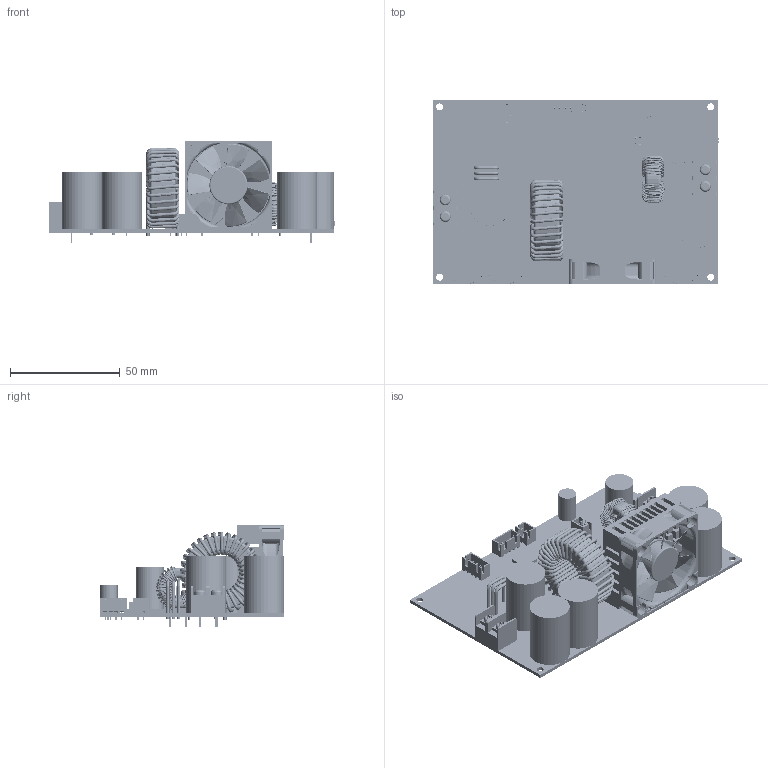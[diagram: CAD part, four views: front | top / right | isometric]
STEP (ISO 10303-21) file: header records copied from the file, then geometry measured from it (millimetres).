
FILE_DESCRIPTION(('FreeCAD Model'),'2;1');
FILE_NAME('Open CASCADE Shape Model','2025-04-28T06:35:09',('FreeCAD'),( 'FreeCAD'),'Open CASCADE STEP processor 7.6','FreeCAD','Unknown');
FILE_SCHEMA(('AUTOMOTIVE_DESIGN { 1 0 10303 214 1 1 1 1 }'));
Products named in the file (1): Open CASCADE STEP translator 7.6 1
Bounding box: 130.7 x 84 x 46.33 mm (x, y, z)
Volume: 83757 mm3; surface area: 74010.1 mm2
Topology: 50 solids, 50 shells, 2626 faces, 6215 edges, 3707 vertices
Faces by surface type: bspline 1169, plane 1068, cylinder 335, torus 46, sphere 4, cone 4
Full cylindrical faces by diameter (mm): 0.6 x4, 1.5 x11, 3.2 x4, 4.318 x4, 5 x4, 5.74 x4, 8.1 x1, 9.4 x1, 12.8 x1, 15.3 x1, 16 x1, 17.3 x1, 18.25 x2, 18.6 x1, 19.94 x1, 33.84 x1
Entity records: 215684 total; most frequent: CARTESIAN_POINT 161053, ORIENTED_EDGE 12410, DIRECTION 9573, EDGE_CURVE 6205, VERTEX_POINT 3707, AXIS2_PLACEMENT_3D 3302, LINE 2969, VECTOR 2969
